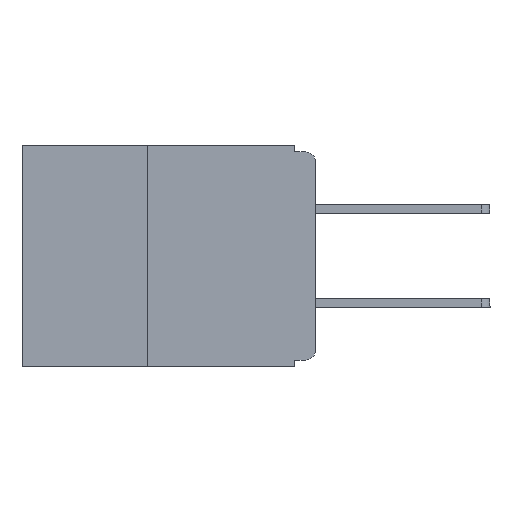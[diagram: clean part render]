
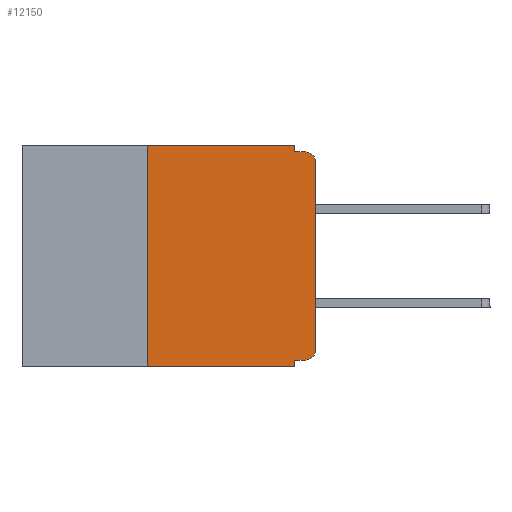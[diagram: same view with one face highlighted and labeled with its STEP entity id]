
A CAD part, left-side view. The second image highlights one B-rep face of the part: STEP entity #12150.
In plain terms, the highlighted planar face has unit normal (-1, 0, 0).
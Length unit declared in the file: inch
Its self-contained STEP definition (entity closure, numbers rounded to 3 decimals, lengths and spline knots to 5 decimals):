
#596 = CARTESIAN_POINT ( 'NONE',  ( 0., 0., -0.305 ) ) ;
#952 = CARTESIAN_POINT ( 'NONE',  ( 0., 0.437, -0.33 ) ) ;
#1417 = CARTESIAN_POINT ( 'NONE',  ( 0., 0.437, 0. ) ) ;
#1428 = PLANE ( 'NONE',  #9526 ) ;
#1467 = DIRECTION ( 'NONE',  ( 0., -1., 0. ) ) ;
#1651 = LINE ( 'NONE', #1960, #15341 ) ;
#1835 = EDGE_CURVE ( 'NONE', #20432, #20674, #13609, .T. ) ;
#1960 = CARTESIAN_POINT ( 'NONE',  ( 0., 0., -0.01 ) ) ;
#2011 = VERTEX_POINT ( 'NONE', #13686 ) ;
#2181 = VECTOR ( 'NONE', #14731, 39.37008 ) ;
#2485 = VERTEX_POINT ( 'NONE', #11230 ) ;
#2639 = EDGE_CURVE ( 'NONE', #6861, #2011, #7512, .T. ) ;
#3241 = VECTOR ( 'NONE', #3887, 39.37008 ) ;
#3887 = DIRECTION ( 'NONE',  ( 0., 1., 0. ) ) ;
#4520 = DIRECTION ( 'NONE',  ( 0., 0., -1. ) ) ;
#5245 = VERTEX_POINT ( 'NONE', #8985 ) ;
#5805 = EDGE_CURVE ( 'NONE', #20674, #2485, #1651, .T. ) ;
#5944 = EDGE_CURVE ( 'NONE', #5245, #2485, #21774, .T. ) ;
#5983 = DIRECTION ( 'NONE',  ( -1., 0., 0. ) ) ;
#6054 = ORIENTED_EDGE ( 'NONE', *, *, #16869, .F. ) ;
#6345 = AXIS2_PLACEMENT_3D ( 'NONE', #16530, #5983, #18267 ) ;
#6733 = EDGE_CURVE ( 'NONE', #9324, #5245, #12353, .T. ) ;
#6759 = ORIENTED_EDGE ( 'NONE', *, *, #1835, .F. ) ;
#6861 = VERTEX_POINT ( 'NONE', #12055 ) ;
#6965 = DIRECTION ( 'NONE',  ( 1., 0., 0. ) ) ;
#7031 = ORIENTED_EDGE ( 'NONE', *, *, #16396, .T. ) ;
#7315 = DIRECTION ( 'NONE',  ( 0., 0., -1. ) ) ;
#7340 = ORIENTED_EDGE ( 'NONE', *, *, #10242, .F. ) ;
#7512 = LINE ( 'NONE', #17192, #16270 ) ;
#7893 = VECTOR ( 'NONE', #4520, 39.37008 ) ;
#8067 = VERTEX_POINT ( 'NONE', #18147 ) ;
#8100 = LINE ( 'NONE', #16283, #3241 ) ;
#8553 = LINE ( 'NONE', #952, #17795 ) ;
#8785 = EDGE_CURVE ( 'NONE', #6861, #8067, #8553, .T. ) ;
#8985 = CARTESIAN_POINT ( 'NONE',  ( 0., 0., -0.025 ) ) ;
#9212 = ORIENTED_EDGE ( 'NONE', *, *, #14845, .F. ) ;
#9324 = VERTEX_POINT ( 'NONE', #596 ) ;
#9526 = AXIS2_PLACEMENT_3D ( 'NONE', #20815, #6965, #19184 ) ;
#9984 = VERTEX_POINT ( 'NONE', #16478 ) ;
#10242 = EDGE_CURVE ( 'NONE', #2011, #20432, #18240, .T. ) ;
#11159 = DIRECTION ( 'NONE',  ( -1., 0., 0. ) ) ;
#11186 = CARTESIAN_POINT ( 'NONE',  ( 0., 0.015, -0.025 ) ) ;
#11230 = CARTESIAN_POINT ( 'NONE',  ( 0., 0.015, -0.01 ) ) ;
#12055 = CARTESIAN_POINT ( 'NONE',  ( 0., 0.25, -0.33 ) ) ;
#12150 = ADVANCED_FACE ( 'NONE', ( #14900 ), #1428, .F. ) ;
#12353 = LINE ( 'NONE', #15042, #2181 ) ;
#12602 = LINE ( 'NONE', #20322, #7893 ) ;
#13609 = LINE ( 'NONE', #20579, #22177 ) ;
#13630 = VECTOR ( 'NONE', #17454, 39.37008 ) ;
#13686 = CARTESIAN_POINT ( 'NONE',  ( 0., 0.25, 0. ) ) ;
#13953 = ORIENTED_EDGE ( 'NONE', *, *, #5944, .T. ) ;
#14731 = DIRECTION ( 'NONE',  ( 0., 0., 1. ) ) ;
#14832 = ORIENTED_EDGE ( 'NONE', *, *, #2639, .F. ) ;
#14845 = EDGE_CURVE ( 'NONE', #17682, #8067, #12602, .T. ) ;
#14900 = FACE_OUTER_BOUND ( 'NONE', #20566, .T. ) ;
#15042 = CARTESIAN_POINT ( 'NONE',  ( 0., 0., 0. ) ) ;
#15045 = CARTESIAN_POINT ( 'NONE',  ( 0., 0.031, -0.32 ) ) ;
#15341 = VECTOR ( 'NONE', #1467, 39.37008 ) ;
#15580 = AXIS2_PLACEMENT_3D ( 'NONE', #11186, #11159, #16703 ) ;
#16226 = DIRECTION ( 'NONE',  ( 0., 0., 1. ) ) ;
#16270 = VECTOR ( 'NONE', #16226, 39.37008 ) ;
#16283 = CARTESIAN_POINT ( 'NONE',  ( 0., 0., -0.32 ) ) ;
#16396 = EDGE_CURVE ( 'NONE', #9984, #9324, #16840, .T. ) ;
#16478 = CARTESIAN_POINT ( 'NONE',  ( 0., 0.015, -0.32 ) ) ;
#16530 = CARTESIAN_POINT ( 'NONE',  ( 0., 0.015, -0.305 ) ) ;
#16589 = CARTESIAN_POINT ( 'NONE',  ( 0., 0.031, 0. ) ) ;
#16703 = DIRECTION ( 'NONE',  ( 0., 0., -1. ) ) ;
#16840 = CIRCLE ( 'NONE', #6345, 0.015 ) ;
#16869 = EDGE_CURVE ( 'NONE', #9984, #17682, #8100, .T. ) ;
#17192 = CARTESIAN_POINT ( 'NONE',  ( 0., 0.25, -0.33 ) ) ;
#17454 = DIRECTION ( 'NONE',  ( 0., -1., 0. ) ) ;
#17682 = VERTEX_POINT ( 'NONE', #15045 ) ;
#17686 = ORIENTED_EDGE ( 'NONE', *, *, #6733, .T. ) ;
#17795 = VECTOR ( 'NONE', #20338, 39.37008 ) ;
#18147 = CARTESIAN_POINT ( 'NONE',  ( 0., 0.031, -0.33 ) ) ;
#18240 = LINE ( 'NONE', #1417, #13630 ) ;
#18267 = DIRECTION ( 'NONE',  ( 0., 0., -1. ) ) ;
#18565 = ORIENTED_EDGE ( 'NONE', *, *, #5805, .F. ) ;
#19184 = DIRECTION ( 'NONE',  ( 0., 0., -1. ) ) ;
#20322 = CARTESIAN_POINT ( 'NONE',  ( 0., 0.031, -0.33 ) ) ;
#20338 = DIRECTION ( 'NONE',  ( 0., -1., 0. ) ) ;
#20432 = VERTEX_POINT ( 'NONE', #16589 ) ;
#20566 = EDGE_LOOP ( 'NONE', ( #17686, #13953, #18565, #6759, #7340, #14832, #22411, #9212, #6054, #7031 ) ) ;
#20579 = CARTESIAN_POINT ( 'NONE',  ( 0., 0.031, 0. ) ) ;
#20674 = VERTEX_POINT ( 'NONE', #20688 ) ;
#20688 = CARTESIAN_POINT ( 'NONE',  ( 0., 0.031, -0.01 ) ) ;
#20815 = CARTESIAN_POINT ( 'NONE',  ( 0., 0.437, 0. ) ) ;
#21774 = CIRCLE ( 'NONE', #15580, 0.015 ) ;
#22177 = VECTOR ( 'NONE', #7315, 39.37008 ) ;
#22411 = ORIENTED_EDGE ( 'NONE', *, *, #8785, .T. ) ;
